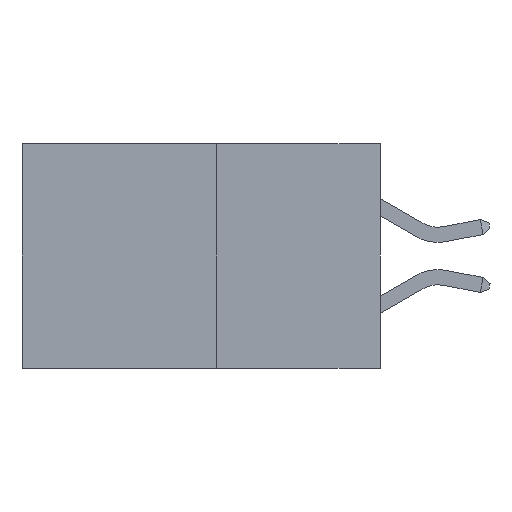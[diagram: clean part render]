
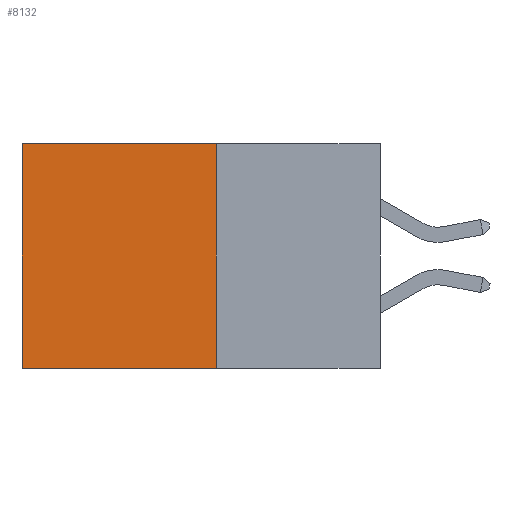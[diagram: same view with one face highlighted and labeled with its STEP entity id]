
A CAD part, left-side view. The second image highlights one B-rep face of the part: STEP entity #8132.
In plain terms, the highlighted planar face has unit normal (-1, 0, 0).
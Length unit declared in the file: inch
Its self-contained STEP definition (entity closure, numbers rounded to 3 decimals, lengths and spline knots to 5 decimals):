
#35 = VERTEX_POINT ( 'NONE', #6096 ) ;
#80 = EDGE_CURVE ( 'NONE', #35, #8796, #5047, .T. ) ;
#311 = EDGE_LOOP ( 'NONE', ( #7735, #3318, #3969, #4407 ) ) ;
#365 = LINE ( 'NONE', #6771, #2991 ) ;
#396 = FACE_OUTER_BOUND ( 'NONE', #311, .T. ) ;
#1381 = VECTOR ( 'NONE', #6647, 39.37008 ) ;
#1624 = VERTEX_POINT ( 'NONE', #7010 ) ;
#2522 = CARTESIAN_POINT ( 'NONE',  ( 0.277, 0.27, -0.37 ) ) ;
#2879 = EDGE_CURVE ( 'NONE', #8796, #3902, #365, .T. ) ;
#2991 = VECTOR ( 'NONE', #7585, 39.37008 ) ;
#3318 = ORIENTED_EDGE ( 'NONE', *, *, #2879, .F. ) ;
#3902 = VERTEX_POINT ( 'NONE', #7504 ) ;
#3969 = ORIENTED_EDGE ( 'NONE', *, *, #80, .F. ) ;
#4078 = LINE ( 'NONE', #5020, #1381 ) ;
#4200 = AXIS2_PLACEMENT_3D ( 'NONE', #8127, #9654, #4885 ) ;
#4269 = DIRECTION ( 'NONE',  ( 0., 0., -1. ) ) ;
#4401 = VECTOR ( 'NONE', #4269, 39.37008 ) ;
#4407 = ORIENTED_EDGE ( 'NONE', *, *, #4856, .T. ) ;
#4856 = EDGE_CURVE ( 'NONE', #35, #1624, #4078, .T. ) ;
#4885 = DIRECTION ( 'NONE',  ( 0., 0., -1. ) ) ;
#5020 = CARTESIAN_POINT ( 'NONE',  ( 0.277, 0.27, 0. ) ) ;
#5047 = LINE ( 'NONE', #7696, #6700 ) ;
#5938 = EDGE_CURVE ( 'NONE', #1624, #3902, #6847, .T. ) ;
#6096 = CARTESIAN_POINT ( 'NONE',  ( 0.277, 0.27, 0. ) ) ;
#6647 = DIRECTION ( 'NONE',  ( 0., 1., 0. ) ) ;
#6700 = VECTOR ( 'NONE', #7356, 39.37008 ) ;
#6771 = CARTESIAN_POINT ( 'NONE',  ( 0.277, 0.27, -0.37 ) ) ;
#6847 = LINE ( 'NONE', #7500, #4401 ) ;
#7010 = CARTESIAN_POINT ( 'NONE',  ( 0.277, 0.59, 0. ) ) ;
#7356 = DIRECTION ( 'NONE',  ( 0., 0., -1. ) ) ;
#7500 = CARTESIAN_POINT ( 'NONE',  ( 0.277, 0.59, -0.37 ) ) ;
#7504 = CARTESIAN_POINT ( 'NONE',  ( 0.277, 0.59, -0.37 ) ) ;
#7585 = DIRECTION ( 'NONE',  ( 0., 1., 0. ) ) ;
#7696 = CARTESIAN_POINT ( 'NONE',  ( 0.277, 0.27, -0.37 ) ) ;
#7735 = ORIENTED_EDGE ( 'NONE', *, *, #5938, .T. ) ;
#8127 = CARTESIAN_POINT ( 'NONE',  ( 0.277, 0.27, -0.37 ) ) ;
#8132 = ADVANCED_FACE ( 'NONE', ( #396 ), #8884, .F. ) ;
#8796 = VERTEX_POINT ( 'NONE', #2522 ) ;
#8884 = PLANE ( 'NONE',  #4200 ) ;
#9654 = DIRECTION ( 'NONE',  ( 1., 0., 0. ) ) ;
